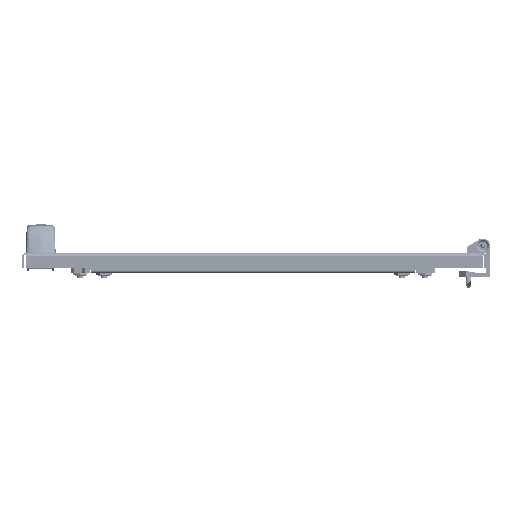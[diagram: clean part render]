
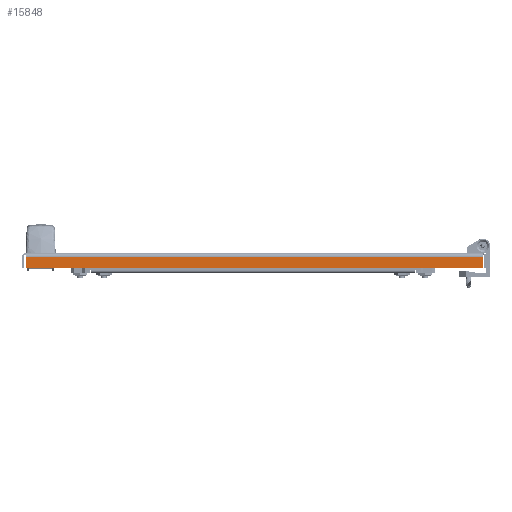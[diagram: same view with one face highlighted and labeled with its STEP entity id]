
A CAD part, front view. The second image highlights one B-rep face of the part: STEP entity #15848.
In plain terms, the highlighted planar face has unit normal (0, -1, 0).
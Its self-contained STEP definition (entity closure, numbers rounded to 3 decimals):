
#1002 = VECTOR ( 'NONE', #37693, 1000. ) ;
#2972 = LINE ( 'NONE', #29025, #35295 ) ;
#4142 = VERTEX_POINT ( 'NONE', #25978 ) ;
#5645 = CARTESIAN_POINT ( 'NONE',  ( -243., -595., 0. ) ) ;
#12113 = CARTESIAN_POINT ( 'NONE',  ( 0., -595., 0. ) ) ;
#12178 = ORIENTED_EDGE ( 'NONE', *, *, #29683, .F. ) ;
#15151 = VERTEX_POINT ( 'NONE', #72289 ) ;
#15848 = ADVANCED_FACE ( 'NONE', ( #57785 ), #39017, .F. ) ;
#17222 = VERTEX_POINT ( 'NONE', #41439 ) ;
#17874 = EDGE_LOOP ( 'NONE', ( #54108, #77115, #60476, #12178 ) ) ;
#21400 = VERTEX_POINT ( 'NONE', #70314 ) ;
#23114 = EDGE_CURVE ( 'NONE', #21400, #17222, #24899, .T. ) ;
#24899 = LINE ( 'NONE', #5645, #1002 ) ;
#25978 = CARTESIAN_POINT ( 'NONE',  ( 243., -595., -15.8 ) ) ;
#29025 = CARTESIAN_POINT ( 'NONE',  ( 245., -595., -15.8 ) ) ;
#29683 = EDGE_CURVE ( 'NONE', #4142, #21400, #2972, .T. ) ;
#35295 = VECTOR ( 'NONE', #55038, 1000. ) ;
#37693 = DIRECTION ( 'NONE',  ( 0., 0., 1. ) ) ;
#37963 = EDGE_CURVE ( 'NONE', #17222, #15151, #74030, .T. ) ;
#39017 = PLANE ( 'NONE',  #82929 ) ;
#40385 = LINE ( 'NONE', #59606, #68328 ) ;
#41439 = CARTESIAN_POINT ( 'NONE',  ( -243., -595., -4. ) ) ;
#46864 = EDGE_CURVE ( 'NONE', #4142, #15151, #40385, .T. ) ;
#52645 = DIRECTION ( 'NONE',  ( 0., 0., 1. ) ) ;
#54108 = ORIENTED_EDGE ( 'NONE', *, *, #46864, .T. ) ;
#55038 = DIRECTION ( 'NONE',  ( -1., 0., 0. ) ) ;
#55206 = CARTESIAN_POINT ( 'NONE',  ( 0., -595., -4. ) ) ;
#57785 = FACE_OUTER_BOUND ( 'NONE', #17874, .T. ) ;
#59606 = CARTESIAN_POINT ( 'NONE',  ( 243., -595., 0. ) ) ;
#60476 = ORIENTED_EDGE ( 'NONE', *, *, #23114, .F. ) ;
#68328 = VECTOR ( 'NONE', #78833, 1000. ) ;
#70314 = CARTESIAN_POINT ( 'NONE',  ( -243., -595., -15.8 ) ) ;
#72289 = CARTESIAN_POINT ( 'NONE',  ( 243., -595., -4. ) ) ;
#74030 = LINE ( 'NONE', #55206, #83162 ) ;
#77115 = ORIENTED_EDGE ( 'NONE', *, *, #37963, .F. ) ;
#78833 = DIRECTION ( 'NONE',  ( 0., 0., 1. ) ) ;
#81286 = DIRECTION ( 'NONE',  ( 1., 0., 0. ) ) ;
#82929 = AXIS2_PLACEMENT_3D ( 'NONE', #12113, #84254, #52645 ) ;
#83162 = VECTOR ( 'NONE', #81286, 1000. ) ;
#84254 = DIRECTION ( 'NONE',  ( 0., 1., 0. ) ) ;
